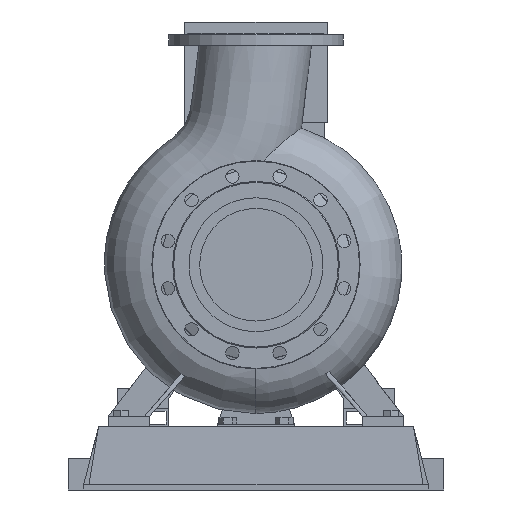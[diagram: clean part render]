
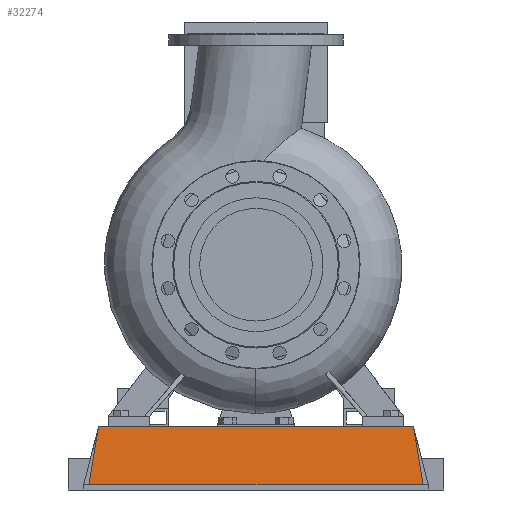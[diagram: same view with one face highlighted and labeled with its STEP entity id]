
A CAD part, left-side view. The second image highlights one B-rep face of the part: STEP entity #32274.
In plain terms, the highlighted free-form (B-spline) face has degree [1, 1] with [2, 2] control points.
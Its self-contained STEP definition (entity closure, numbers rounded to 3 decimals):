
#30572=CARTESIAN_POINT('',(-120.,325.0,10.0));
#30573=VERTEX_POINT('',#30572);
#30580=CARTESIAN_POINT('',(-110.,306.0,123.0));
#30581=VERTEX_POINT('',#30580);
#30582=CARTESIAN_POINT('',(-110.,306.0,123.0));
#30583=DIRECTION('',(-0.087,0.165,-0.982));
#30584=VECTOR('',#30583,115.022);
#30585=LINE('',#30582,#30584);
#30586=EDGE_CURVE('',#30581,#30573,#30585,.T.);
#30628=CARTESIAN_POINT('',(-120.,-325.0,10.0));
#30629=VERTEX_POINT('',#30628);
#30636=CARTESIAN_POINT('',(-120.,-325.0,10.0));
#30637=DIRECTION('',(0.0,1.0,0.0));
#30638=VECTOR('',#30637,650.0);
#30639=LINE('',#30636,#30638);
#30640=EDGE_CURVE('',#30629,#30573,#30639,.T.);
#31313=CARTESIAN_POINT('',(-110.,-306.0,123.0));
#31314=VERTEX_POINT('',#31313);
#31321=CARTESIAN_POINT('',(-110.,-306.0,123.0));
#31322=DIRECTION('',(-0.087,-0.165,-0.982));
#31323=VECTOR('',#31322,115.022);
#31324=LINE('',#31321,#31323);
#31325=EDGE_CURVE('',#31314,#30629,#31324,.T.);
#32237=CARTESIAN_POINT('',(-110.,306.0,123.0));
#32238=DIRECTION('',(0.0,-1.0,0.0));
#32239=VECTOR('',#32238,612.0);
#32240=LINE('',#32237,#32239);
#32241=EDGE_CURVE('',#30581,#31314,#32240,.T.);
#32263=CARTESIAN_POINT('',(-120.,-325.0,10.));
#32264=CARTESIAN_POINT('',(-110.,-325.0,123.));
#32265=CARTESIAN_POINT('',(-120.,325.0,10.));
#32266=CARTESIAN_POINT('',(-110.,325.0,123.));
#32267=B_SPLINE_SURFACE_WITH_KNOTS('',1,1,((#32263,#32265),(#32264,#32266)),.UNSPECIFIED.,.F.,.F.,.U.,(2,2),(2,2),(0.0,113.442),(0.0,650.0),.UNSPECIFIED.);
#32268=ORIENTED_EDGE('',*,*,#32241,.F.);
#32269=ORIENTED_EDGE('',*,*,#30586,.T.);
#32270=ORIENTED_EDGE('',*,*,#30640,.F.);
#32271=ORIENTED_EDGE('',*,*,#31325,.F.);
#32272=EDGE_LOOP('',(#32268,#32269,#32270,#32271));
#32273=FACE_OUTER_BOUND('',#32272,.T.);
#32274=ADVANCED_FACE('',(#32273),#32267,.T.);
